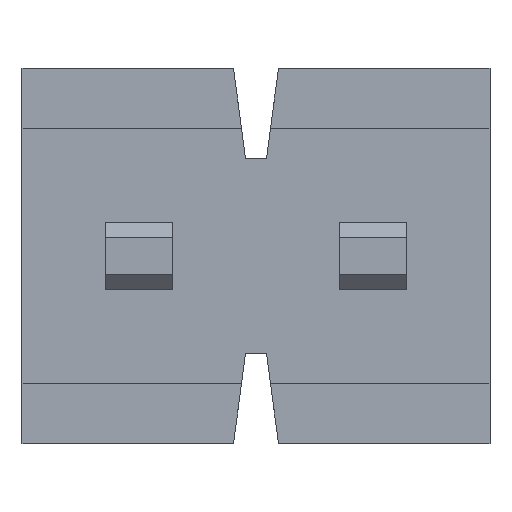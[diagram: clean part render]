
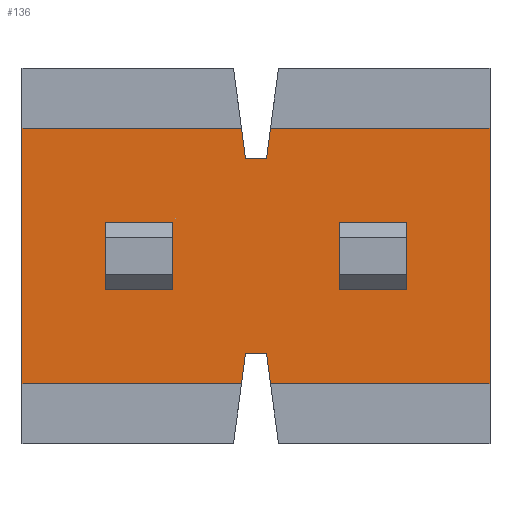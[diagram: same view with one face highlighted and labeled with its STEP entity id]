
A CAD part, front view. The second image highlights one B-rep face of the part: STEP entity #136.
In plain terms, the highlighted planar face has unit normal (0, -1, 0).
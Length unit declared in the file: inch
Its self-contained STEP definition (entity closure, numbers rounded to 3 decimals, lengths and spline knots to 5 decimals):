
#136 = ADVANCED_FACE( '', ( #297, #298, #299 ), #300, .T. );
#297 = FACE_BOUND( '', #495, .T. );
#298 = FACE_BOUND( '', #496, .T. );
#299 = FACE_OUTER_BOUND( '', #497, .T. );
#300 = PLANE( '', #498 );
#495 = EDGE_LOOP( '', ( #706, #707, #708, #709 ) );
#496 = EDGE_LOOP( '', ( #710, #711, #712, #713 ) );
#497 = EDGE_LOOP( '', ( #714, #715, #716, #717, #718, #719, #720, #721, #722, #723, #724, #725 ) );
#498 = AXIS2_PLACEMENT_3D( '', #726, #727, #728 );
#706 = ORIENTED_EDGE( '', *, *, #1268, .F. );
#707 = ORIENTED_EDGE( '', *, *, #1269, .F. );
#708 = ORIENTED_EDGE( '', *, *, #1270, .F. );
#709 = ORIENTED_EDGE( '', *, *, #1271, .F. );
#710 = ORIENTED_EDGE( '', *, *, #1272, .F. );
#711 = ORIENTED_EDGE( '', *, *, #1273, .F. );
#712 = ORIENTED_EDGE( '', *, *, #1274, .F. );
#713 = ORIENTED_EDGE( '', *, *, #1275, .F. );
#714 = ORIENTED_EDGE( '', *, *, #1276, .F. );
#715 = ORIENTED_EDGE( '', *, *, #1277, .T. );
#716 = ORIENTED_EDGE( '', *, *, #1266, .T. );
#717 = ORIENTED_EDGE( '', *, *, #1278, .T. );
#718 = ORIENTED_EDGE( '', *, *, #1279, .F. );
#719 = ORIENTED_EDGE( '', *, *, #1280, .T. );
#720 = ORIENTED_EDGE( '', *, *, #1281, .T. );
#721 = ORIENTED_EDGE( '', *, *, #1282, .T. );
#722 = ORIENTED_EDGE( '', *, *, #1256, .T. );
#723 = ORIENTED_EDGE( '', *, *, #1283, .T. );
#724 = ORIENTED_EDGE( '', *, *, #1284, .T. );
#725 = ORIENTED_EDGE( '', *, *, #1285, .F. );
#726 = CARTESIAN_POINT( '', ( 0.156, 0.02, -0.085 ) );
#727 = DIRECTION( '', ( 0., -1., 0. ) );
#728 = DIRECTION( '', ( 0., 0., -1. ) );
#1256 = EDGE_CURVE( '', #1490, #1494, #1496, .T. );
#1266 = EDGE_CURVE( '', #1508, #1512, #1514, .T. );
#1268 = EDGE_CURVE( '', #1516, #1517, #1518, .T. );
#1269 = EDGE_CURVE( '', #1519, #1516, #1520, .T. );
#1270 = EDGE_CURVE( '', #1521, #1519, #1522, .T. );
#1271 = EDGE_CURVE( '', #1517, #1521, #1523, .T. );
#1272 = EDGE_CURVE( '', #1524, #1525, #1526, .T. );
#1273 = EDGE_CURVE( '', #1527, #1524, #1528, .T. );
#1274 = EDGE_CURVE( '', #1529, #1527, #1530, .T. );
#1275 = EDGE_CURVE( '', #1525, #1529, #1531, .T. );
#1276 = EDGE_CURVE( '', #1532, #1533, #1534, .T. );
#1277 = EDGE_CURVE( '', #1532, #1508, #1535, .T. );
#1278 = EDGE_CURVE( '', #1512, #1536, #1537, .T. );
#1279 = EDGE_CURVE( '', #1538, #1536, #1539, .T. );
#1280 = EDGE_CURVE( '', #1538, #1540, #1541, .T. );
#1281 = EDGE_CURVE( '', #1540, #1542, #1543, .T. );
#1282 = EDGE_CURVE( '', #1542, #1490, #1544, .T. );
#1283 = EDGE_CURVE( '', #1494, #1545, #1546, .T. );
#1284 = EDGE_CURVE( '', #1545, #1547, #1548, .T. );
#1285 = EDGE_CURVE( '', #1533, #1547, #1549, .T. );
#1490 = VERTEX_POINT( '', #1838 );
#1494 = VERTEX_POINT( '', #1844 );
#1496 = LINE( '', #1847, #1848 );
#1508 = VERTEX_POINT( '', #1864 );
#1512 = VERTEX_POINT( '', #1870 );
#1514 = LINE( '', #1873, #1874 );
#1516 = VERTEX_POINT( '', #1876 );
#1517 = VERTEX_POINT( '', #1877 );
#1518 = LINE( '', #1878, #1879 );
#1519 = VERTEX_POINT( '', #1880 );
#1520 = LINE( '', #1881, #1882 );
#1521 = VERTEX_POINT( '', #1883 );
#1522 = LINE( '', #1884, #1885 );
#1523 = LINE( '', #1886, #1887 );
#1524 = VERTEX_POINT( '', #1888 );
#1525 = VERTEX_POINT( '', #1889 );
#1526 = LINE( '', #1890, #1891 );
#1527 = VERTEX_POINT( '', #1892 );
#1528 = LINE( '', #1893, #1894 );
#1529 = VERTEX_POINT( '', #1895 );
#1530 = LINE( '', #1896, #1897 );
#1531 = LINE( '', #1898, #1899 );
#1532 = VERTEX_POINT( '', #1900 );
#1533 = VERTEX_POINT( '', #1901 );
#1534 = LINE( '', #1902, #1903 );
#1535 = LINE( '', #1904, #1905 );
#1536 = VERTEX_POINT( '', #1906 );
#1537 = LINE( '', #1907, #1908 );
#1538 = VERTEX_POINT( '', #1909 );
#1539 = LINE( '', #1910, #1911 );
#1540 = VERTEX_POINT( '', #1912 );
#1541 = LINE( '', #1913, #1914 );
#1542 = VERTEX_POINT( '', #1915 );
#1543 = LINE( '', #1916, #1917 );
#1544 = LINE( '', #1918, #1919 );
#1545 = VERTEX_POINT( '', #1920 );
#1546 = LINE( '', #1921, #1922 );
#1547 = VERTEX_POINT( '', #1923 );
#1548 = LINE( '', #1924, #1925 );
#1549 = LINE( '', #1926, #1927 );
#1838 = CARTESIAN_POINT( '', ( 0.007, 0.02, 0.065 ) );
#1844 = CARTESIAN_POINT( '', ( -0.007, 0.02, 0.065 ) );
#1847 = CARTESIAN_POINT( '', ( 0.156, 0.02, 0.065 ) );
#1848 = VECTOR( '', #2329, 39.37008 );
#1864 = CARTESIAN_POINT( '', ( -0.007, 0.02, -0.065 ) );
#1870 = CARTESIAN_POINT( '', ( 0.007, 0.02, -0.065 ) );
#1873 = CARTESIAN_POINT( '', ( 0.156, 0.02, -0.065 ) );
#1874 = VECTOR( '', #2337, 39.37008 );
#1876 = CARTESIAN_POINT( '', ( 0.0555, 0.02, -0.0225 ) );
#1877 = CARTESIAN_POINT( '', ( 0.1005, 0.02, -0.0225 ) );
#1878 = CARTESIAN_POINT( '', ( 0.156, 0.02, -0.0225 ) );
#1879 = VECTOR( '', #2338, 39.37008 );
#1880 = CARTESIAN_POINT( '', ( 0.0555, 0.02, 0.0225 ) );
#1881 = CARTESIAN_POINT( '', ( 0.0555, 0.02, -0.085 ) );
#1882 = VECTOR( '', #2339, 39.37008 );
#1883 = CARTESIAN_POINT( '', ( 0.1005, 0.02, 0.0225 ) );
#1884 = CARTESIAN_POINT( '', ( 0.156, 0.02, 0.0225 ) );
#1885 = VECTOR( '', #2340, 39.37008 );
#1886 = CARTESIAN_POINT( '', ( 0.1005, 0.02, -0.085 ) );
#1887 = VECTOR( '', #2341, 39.37008 );
#1888 = CARTESIAN_POINT( '', ( -0.1005, 0.02, -0.0225 ) );
#1889 = CARTESIAN_POINT( '', ( -0.0555, 0.02, -0.0225 ) );
#1890 = CARTESIAN_POINT( '', ( 0.156, 0.02, -0.0225 ) );
#1891 = VECTOR( '', #2342, 39.37008 );
#1892 = CARTESIAN_POINT( '', ( -0.1005, 0.02, 0.0225 ) );
#1893 = CARTESIAN_POINT( '', ( -0.1005, 0.02, -0.085 ) );
#1894 = VECTOR( '', #2343, 39.37008 );
#1895 = CARTESIAN_POINT( '', ( -0.0555, 0.02, 0.0225 ) );
#1896 = CARTESIAN_POINT( '', ( 0.156, 0.02, 0.0225 ) );
#1897 = VECTOR( '', #2344, 39.37008 );
#1898 = CARTESIAN_POINT( '', ( -0.0555, 0.02, -0.085 ) );
#1899 = VECTOR( '', #2345, 39.37008 );
#1900 = CARTESIAN_POINT( '', ( -0.00967, 0.02, -0.085 ) );
#1901 = CARTESIAN_POINT( '', ( -0.156, 0.02, -0.085 ) );
#1902 = CARTESIAN_POINT( '', ( 0.156, 0.02, -0.085 ) );
#1903 = VECTOR( '', #2346, 39.37008 );
#1904 = CARTESIAN_POINT( '', ( -0.00677, 0.02, -0.0633 ) );
#1905 = VECTOR( '', #2347, 39.37008 );
#1906 = CARTESIAN_POINT( '', ( 0.00967, 0.02, -0.085 ) );
#1907 = CARTESIAN_POINT( '', ( 0.01222, 0.02, -0.10417 ) );
#1908 = VECTOR( '', #2348, 39.37008 );
#1909 = CARTESIAN_POINT( '', ( 0.156, 0.02, -0.085 ) );
#1910 = CARTESIAN_POINT( '', ( 0.156, 0.02, -0.085 ) );
#1911 = VECTOR( '', #2349, 39.37008 );
#1912 = CARTESIAN_POINT( '', ( 0.156, 0.02, 0.085 ) );
#1913 = CARTESIAN_POINT( '', ( 0.156, 0.02, -0.085 ) );
#1914 = VECTOR( '', #2350, 39.37008 );
#1915 = CARTESIAN_POINT( '', ( 0.00967, 0.02, 0.085 ) );
#1916 = CARTESIAN_POINT( '', ( 0.156, 0.02, 0.085 ) );
#1917 = VECTOR( '', #2351, 39.37008 );
#1918 = CARTESIAN_POINT( '', ( -0.01005, 0.02, -0.06286 ) );
#1919 = VECTOR( '', #2352, 39.37008 );
#1920 = CARTESIAN_POINT( '', ( -0.00967, 0.02, 0.085 ) );
#1921 = CARTESIAN_POINT( '', ( 0.0155, 0.02, -0.10373 ) );
#1922 = VECTOR( '', #2353, 39.37008 );
#1923 = CARTESIAN_POINT( '', ( -0.156, 0.02, 0.085 ) );
#1924 = CARTESIAN_POINT( '', ( 0.156, 0.02, 0.085 ) );
#1925 = VECTOR( '', #2354, 39.37008 );
#1926 = CARTESIAN_POINT( '', ( -0.156, 0.02, -0.085 ) );
#1927 = VECTOR( '', #2355, 39.37008 );
#2329 = DIRECTION( '', ( -1., 0., 0. ) );
#2337 = DIRECTION( '', ( 1., 0., 0. ) );
#2338 = DIRECTION( '', ( 1., 0., 0. ) );
#2339 = DIRECTION( '', ( 0., 0., -1. ) );
#2340 = DIRECTION( '', ( -1., 0., 0. ) );
#2341 = DIRECTION( '', ( 0., 0., 1. ) );
#2342 = DIRECTION( '', ( 1., 0., 0. ) );
#2343 = DIRECTION( '', ( 0., 0., -1. ) );
#2344 = DIRECTION( '', ( -1., 0., 0. ) );
#2345 = DIRECTION( '', ( 0., 0., 1. ) );
#2346 = DIRECTION( '', ( -1., 0., 0. ) );
#2347 = DIRECTION( '', ( 0.132, 0., 0.991 ) );
#2348 = DIRECTION( '', ( 0.132, 0., -0.991 ) );
#2349 = DIRECTION( '', ( -1., 0., 0. ) );
#2350 = DIRECTION( '', ( 0., 0., 1. ) );
#2351 = DIRECTION( '', ( -1., 0., 0. ) );
#2352 = DIRECTION( '', ( -0.132, 0., -0.991 ) );
#2353 = DIRECTION( '', ( -0.132, 0., 0.991 ) );
#2354 = DIRECTION( '', ( -1., 0., 0. ) );
#2355 = DIRECTION( '', ( 0., 0., 1. ) );
